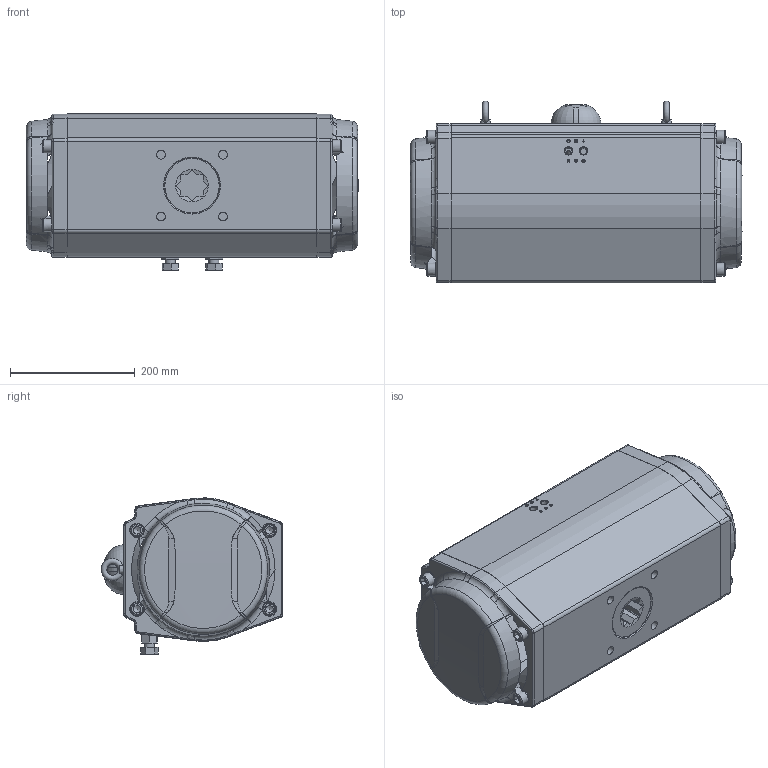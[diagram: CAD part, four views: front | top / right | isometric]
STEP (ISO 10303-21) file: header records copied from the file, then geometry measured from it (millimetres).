
FILE_DESCRIPTION(/* description */ (''),/* implementation_level */ '2;1');
FILE_NAME(/* name */ 'GTEA210装配体-231108',/* time_stamp */ '2024-11-25T16:23:56+08:00',/* author */ ('Xiaofan.Zhang'),/* organization */ ('Rotork'),/* preprocessor_version */ 'ST-DEVELOPER v18.102',/* originating_system */ 'Solid Edge',/* authorisation */ 'Unknown');
FILE_SCHEMA (('PROCESS_PLANNING_SCHEMA','AUTOMOTIVE_DESIGN {1 0 10303 214 3 1 1}'));
Length unit declared in the file: millimetre
Products named in the file (1): GTEA210装配体-23118
Bounding box: 531.61 x 291 x 250.19 mm (x, y, z)
Surface area: 601468.8 mm2 (no closed solid volume)
Topology: 0 solids, 28 shells, 567 faces, 1570 edges, 1031 vertices
Faces by surface type: plane 269, cylinder 139, torus 63, cone 56, bspline 38, sphere 2
Full cylindrical faces by diameter (mm): 4.2 x8, 5 x1, 8 x1, 11.8 x2, 14 x4, 16 x2, 21 x8, 23 x8, 88 x1
Entity records: 20440 total; most frequent: CARTESIAN_POINT 6617, DIRECTION 2807, ORIENTED_EDGE 2628, EDGE_CURVE 1448, AXIS2_PLACEMENT_3D 1098, VERTEX_POINT 992, FACE_BOUND 701, EDGE_LOOP 688
